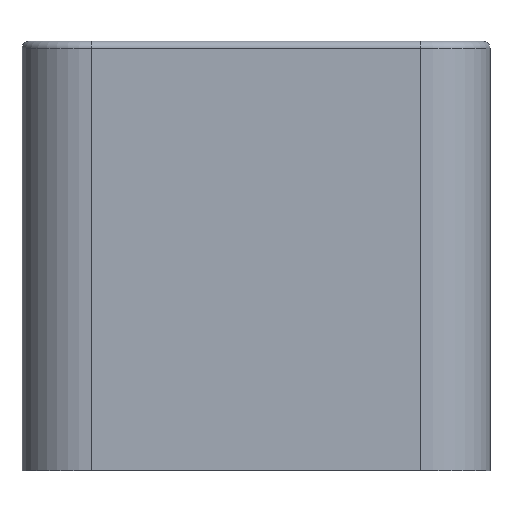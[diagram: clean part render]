
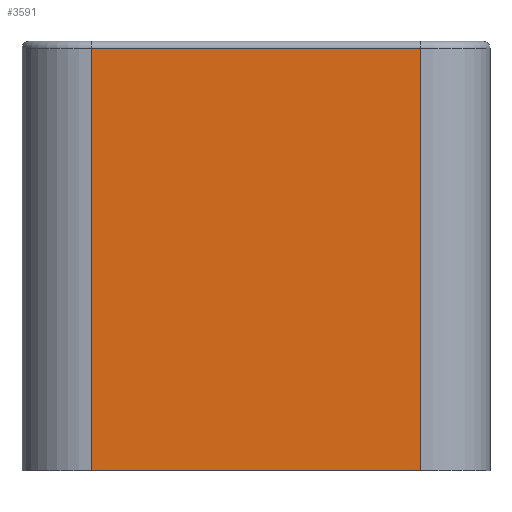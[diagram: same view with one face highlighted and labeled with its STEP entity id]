
A CAD part, front view. The second image highlights one B-rep face of the part: STEP entity #3591.
In plain terms, the highlighted planar face has unit normal (0, -1, 0).
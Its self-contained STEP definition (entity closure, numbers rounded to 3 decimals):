
#486=DIRECTION('',(0.,0.,-1.));
#487=VECTOR('',#486,29.5);
#488=CARTESIAN_POINT('',(11.5,-6.3,-0.5));
#489=LINE('',#488,#487);
#508=DIRECTION('',(1.,0.,0.));
#509=VECTOR('',#508,23.);
#510=CARTESIAN_POINT('',(-11.5,-6.3,-30.));
#511=LINE('',#510,#509);
#680=DIRECTION('',(-1.,0.,0.));
#681=VECTOR('',#680,23.);
#682=CARTESIAN_POINT('',(11.5,-6.3,-0.5));
#683=LINE('',#682,#681);
#684=DIRECTION('',(0.,0.,-1.));
#685=VECTOR('',#684,29.5);
#686=CARTESIAN_POINT('',(-11.5,-6.3,-0.5));
#687=LINE('',#686,#685);
#2151=CARTESIAN_POINT('',(-11.5,-6.3,-30.));
#2152=VERTEX_POINT('',#2151);
#2155=CARTESIAN_POINT('',(11.5,-6.3,-30.));
#2156=VERTEX_POINT('',#2155);
#2399=CARTESIAN_POINT('',(11.5,-6.3,-0.5));
#2400=VERTEX_POINT('',#2399);
#2403=CARTESIAN_POINT('',(-11.5,-6.3,-0.5));
#2404=VERTEX_POINT('',#2403);
#3579=CARTESIAN_POINT('',(-11.5,-6.3,0.));
#3580=DIRECTION('',(0.,-1.,0.));
#3581=DIRECTION('',(0.,0.,-1.));
#3582=AXIS2_PLACEMENT_3D('',#3579,#3580,#3581);
#3583=PLANE('',#3582);
#3585=ORIENTED_EDGE('',*,*,#3584,.F.);
#3586=ORIENTED_EDGE('',*,*,#3300,.T.);
#3587=ORIENTED_EDGE('',*,*,#3318,.F.);
#3588=ORIENTED_EDGE('',*,*,#3572,.F.);
#3589=EDGE_LOOP('',(#3585,#3586,#3587,#3588));
#3590=FACE_OUTER_BOUND('',#3589,.F.);
#3591=ADVANCED_FACE('',(#3590),#3583,.T.);
#3300=EDGE_CURVE('',#2400,#2156,#489,.T.);
#3318=EDGE_CURVE('',#2152,#2156,#511,.T.);
#3572=EDGE_CURVE('',#2404,#2152,#687,.T.);
#3584=EDGE_CURVE('',#2400,#2404,#683,.T.);
